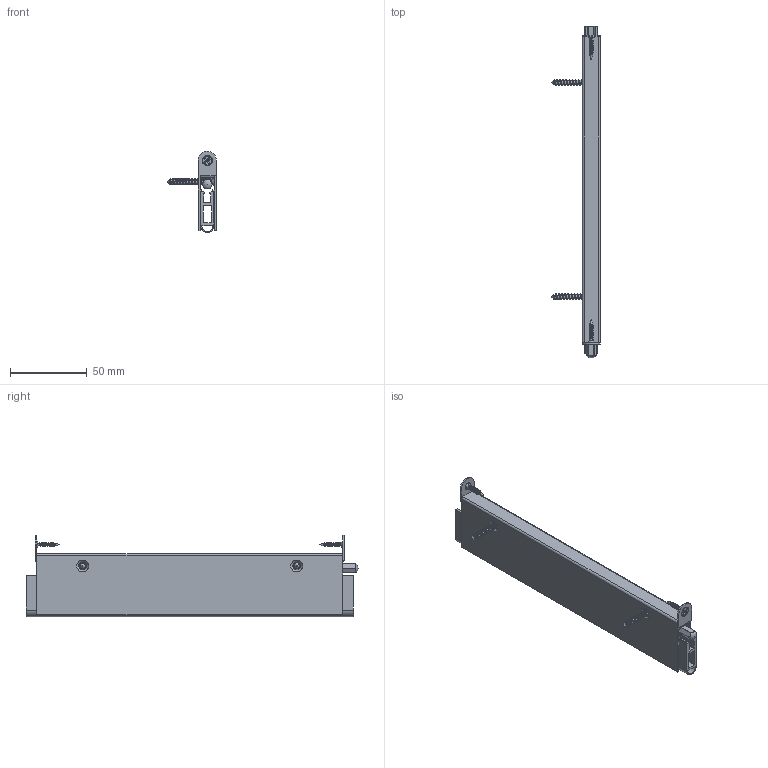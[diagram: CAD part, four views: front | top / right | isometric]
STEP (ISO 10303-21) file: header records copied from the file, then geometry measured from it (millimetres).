
FILE_DESCRIPTION(/* description */ ('Unknown'),/* implementation_level */ '2;1');
FILE_NAME(/* name */ '1-689_Kältefeind-Allround_3D',/* time_stamp */ '2021-06-03T12:20:06+02:00',/* author */ ('Unknown'),/* organization */ ('Unknown'),/* preprocessor_version */ 'ST-DEVELOPER v16.7',/* originating_system */ 'Solid Edge',/* authorisation */ 'Unknown');
FILE_SCHEMA (('AUTOMOTIVE_DESIGN {1 0 10303 214 3 1 1}'));
Length unit declared in the file: millimetre
Products named in the file (11): 27528_Bodendichtung; 27536_Aussenprofil_Kältefeind___pressblank; AD_031; Senkblechschraube 3,9 x 13 DIN 7982; 27530_Hart-Weich_PVC_Dichtprofil_Kältefeind_; 27531_Etikett_3D__Athmer__f黵_3D; 26541_Etikett_Athmer_klein_kurz; 31110_Athmer_Logo__ab_2021_; 27532_Text__Kältefeind_Allround; 21890_Befestigungsschraube; AW_071
Assembly tree (13 placements, depth 3):
  27528_Bodendichtung
    27536_Aussenprofil_Kältefeind___pressblank
    AD_031
    Senkblechschraube 3,9 x 13 DIN 7982  x2
    27530_Hart-Weich_PVC_Dichtprofil_Kältefeind_
    27531_Etikett_3D__Athmer__f黵_3D
      26541_Etikett_Athmer_klein_kurz
      31110_Athmer_Logo__ab_2021_
      27532_Text__Kältefeind_Allround
    21890_Befestigungsschraube  x2
    AW_071  x2
Bounding box: 32 x 217 x 53.09 mm (x, y, z)
Volume: 48036.8 mm3; surface area: 77219.6 mm2
Topology: 36 solids, 36 shells, 781 faces, 2056 edges, 1356 vertices
Faces by surface type: plane 486, cylinder 158, bspline 102, cone 21, torus 14
Full cylindrical faces by diameter (mm): 1.003 x2, 2.9 x26, 3 x1, 4 x1, 6.132 x2, 7 x2
Entity records: 25435 total; most frequent: CARTESIAN_POINT 10635, ORIENTED_EDGE 3188, DIRECTION 2475, EDGE_CURVE 1594, VERTEX_POINT 1068, LINE 935, VECTOR 935, AXIS2_PLACEMENT_3D 770
